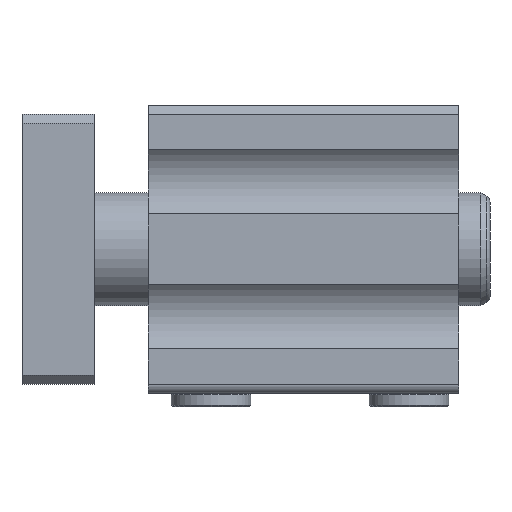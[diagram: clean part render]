
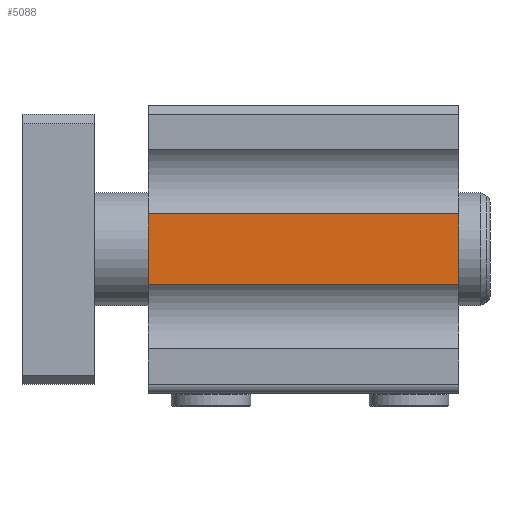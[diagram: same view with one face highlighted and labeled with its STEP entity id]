
A CAD part, front view. The second image highlights one B-rep face of the part: STEP entity #5088.
In plain terms, the highlighted planar face has unit normal (0, -1, 0).
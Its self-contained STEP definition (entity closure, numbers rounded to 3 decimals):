
#28 = EDGE_CURVE ( 'NONE', #2107, #8186, #7640, .T. ) ;
#378 = CARTESIAN_POINT ( 'NONE',  ( 69., -74., 7.859 ) ) ;
#2107 = VERTEX_POINT ( 'NONE', #13888 ) ;
#2394 = ORIENTED_EDGE ( 'NONE', *, *, #12572, .T. ) ;
#2515 = LINE ( 'NONE', #378, #12780 ) ;
#3096 = DIRECTION ( 'NONE',  ( -1., 0., 0. ) ) ;
#3823 = ORIENTED_EDGE ( 'NONE', *, *, #12853, .T. ) ;
#4202 = CARTESIAN_POINT ( 'NONE',  ( 69., -74., -7.859 ) ) ;
#4475 = LINE ( 'NONE', #8952, #12099 ) ;
#4875 = DIRECTION ( 'NONE',  ( -1., 0., 0. ) ) ;
#5088 = ADVANCED_FACE ( 'NONE', ( #10151 ), #7728, .F. ) ;
#5925 = VECTOR ( 'NONE', #10878, 1000. ) ;
#7390 = ORIENTED_EDGE ( 'NONE', *, *, #28, .F. ) ;
#7640 = LINE ( 'NONE', #4202, #11501 ) ;
#7728 = PLANE ( 'NONE',  #12436 ) ;
#7768 = VERTEX_POINT ( 'NONE', #12077 ) ;
#8129 = EDGE_CURVE ( 'NONE', #8840, #2107, #13455, .T. ) ;
#8186 = VERTEX_POINT ( 'NONE', #13594 ) ;
#8840 = VERTEX_POINT ( 'NONE', #13353 ) ;
#8952 = CARTESIAN_POINT ( 'NONE',  ( 0., -74., 7.859 ) ) ;
#9864 = DIRECTION ( 'NONE',  ( 0., 1., 0. ) ) ;
#10151 = FACE_OUTER_BOUND ( 'NONE', #12679, .T. ) ;
#10878 = DIRECTION ( 'NONE',  ( 0., 0., -1. ) ) ;
#11038 = DIRECTION ( 'NONE',  ( 1., 0., 0. ) ) ;
#11116 = CARTESIAN_POINT ( 'NONE',  ( 69., -74., 7.859 ) ) ;
#11225 = DIRECTION ( 'NONE',  ( 0., 0., -1. ) ) ;
#11501 = VECTOR ( 'NONE', #3096, 1000. ) ;
#11977 = ORIENTED_EDGE ( 'NONE', *, *, #8129, .F. ) ;
#12077 = CARTESIAN_POINT ( 'NONE',  ( 0., -74., 7.859 ) ) ;
#12099 = VECTOR ( 'NONE', #11225, 1000. ) ;
#12436 = AXIS2_PLACEMENT_3D ( 'NONE', #11116, #9864, #11038 ) ;
#12572 = EDGE_CURVE ( 'NONE', #8840, #7768, #2515, .T. ) ;
#12679 = EDGE_LOOP ( 'NONE', ( #3823, #7390, #11977, #2394 ) ) ;
#12780 = VECTOR ( 'NONE', #4875, 1000. ) ;
#12853 = EDGE_CURVE ( 'NONE', #7768, #8186, #4475, .T. ) ;
#13304 = CARTESIAN_POINT ( 'NONE',  ( 69., -74., 7.859 ) ) ;
#13353 = CARTESIAN_POINT ( 'NONE',  ( 69., -74., 7.859 ) ) ;
#13455 = LINE ( 'NONE', #13304, #5925 ) ;
#13594 = CARTESIAN_POINT ( 'NONE',  ( 0., -74., -7.859 ) ) ;
#13888 = CARTESIAN_POINT ( 'NONE',  ( 69., -74., -7.859 ) ) ;
